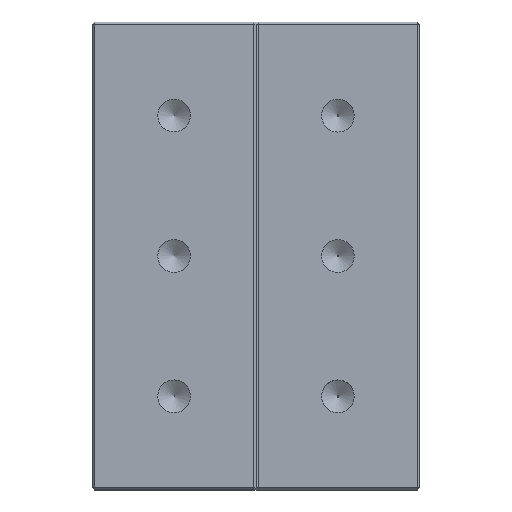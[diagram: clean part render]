
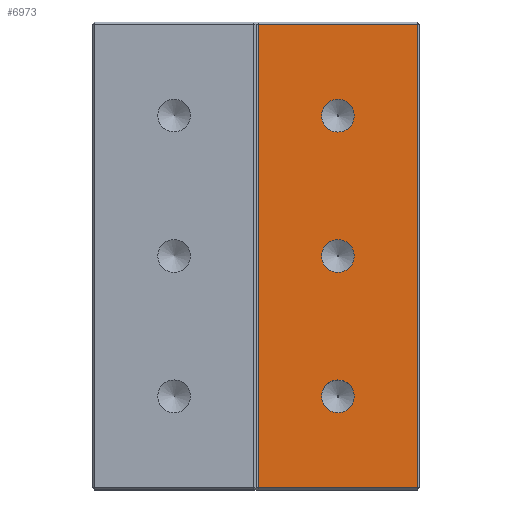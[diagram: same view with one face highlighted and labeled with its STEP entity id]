
A CAD part, top view. The second image highlights one B-rep face of the part: STEP entity #6973.
In plain terms, the highlighted planar face has unit normal (0, 0, 1).
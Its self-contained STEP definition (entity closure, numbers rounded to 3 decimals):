
#25=CIRCLE('',#7202,3.5);
#26=CIRCLE('',#7203,3.5);
#27=CIRCLE('',#7204,3.5);
#78=FACE_BOUND('',#1034,.T.);
#79=FACE_BOUND('',#1035,.T.);
#80=FACE_BOUND('',#1036,.T.);
#622=FACE_OUTER_BOUND('',#1033,.T.);
#1033=EDGE_LOOP('',(#6314,#6315,#6316,#6317));
#1034=EDGE_LOOP('',(#6318));
#1035=EDGE_LOOP('',(#6319));
#1036=EDGE_LOOP('',(#6320));
#2024=LINE('',#12951,#2679);
#2031=LINE('',#12969,#2686);
#2037=LINE('',#12979,#2692);
#2051=LINE('',#13009,#2706);
#2679=VECTOR('',#8227,10.);
#2686=VECTOR('',#8246,10.);
#2692=VECTOR('',#8256,10.);
#2706=VECTOR('',#8288,10.);
#3343=VERTEX_POINT('',#12931);
#3347=VERTEX_POINT('',#12945);
#3352=VERTEX_POINT('',#12963);
#3354=VERTEX_POINT('',#12975);
#3363=VERTEX_POINT('',#13012);
#3364=VERTEX_POINT('',#13014);
#3365=VERTEX_POINT('',#13016);
#4331=EDGE_CURVE('',#3347,#3343,#2024,.T.);
#4340=EDGE_CURVE('',#3352,#3347,#2031,.T.);
#4346=EDGE_CURVE('',#3343,#3354,#2037,.T.);
#4362=EDGE_CURVE('',#3354,#3352,#2051,.T.);
#4364=EDGE_CURVE('',#3363,#3363,#25,.T.);
#4365=EDGE_CURVE('',#3364,#3364,#26,.T.);
#4366=EDGE_CURVE('',#3365,#3365,#27,.T.);
#6314=ORIENTED_EDGE('',*,*,#4346,.F.);
#6315=ORIENTED_EDGE('',*,*,#4331,.F.);
#6316=ORIENTED_EDGE('',*,*,#4340,.F.);
#6317=ORIENTED_EDGE('',*,*,#4362,.F.);
#6318=ORIENTED_EDGE('',*,*,#4364,.T.);
#6319=ORIENTED_EDGE('',*,*,#4365,.T.);
#6320=ORIENTED_EDGE('',*,*,#4366,.T.);
#6583=PLANE('',#7201);
#6973=ADVANCED_FACE('',(#622,#78,#79,#80),#6583,.T.);
#7201=AXIS2_PLACEMENT_3D('',#13011,#8290,#8291);
#7202=AXIS2_PLACEMENT_3D('',#13013,#8292,#8293);
#7203=AXIS2_PLACEMENT_3D('',#13015,#8294,#8295);
#7204=AXIS2_PLACEMENT_3D('',#13017,#8296,#8297);
#8227=DIRECTION('',(0.,-1.,0.));
#8246=DIRECTION('',(1.,0.,0.));
#8256=DIRECTION('',(-1.,0.,0.));
#8288=DIRECTION('',(0.,1.,0.));
#8290=DIRECTION('center_axis',(0.,0.,1.));
#8291=DIRECTION('ref_axis',(1.,0.,0.));
#8292=DIRECTION('center_axis',(0.,0.,-1.));
#8293=DIRECTION('ref_axis',(1.,0.,0.));
#8294=DIRECTION('center_axis',(0.,0.,-1.));
#8295=DIRECTION('ref_axis',(1.,0.,0.));
#8296=DIRECTION('center_axis',(0.,0.,-1.));
#8297=DIRECTION('ref_axis',(1.,0.,0.));
#12931=CARTESIAN_POINT('',(34.5,-49.5,5.));
#12945=CARTESIAN_POINT('',(34.5,49.5,5.));
#12951=CARTESIAN_POINT('',(34.5,0.,5.));
#12963=CARTESIAN_POINT('',(0.5,49.5,5.));
#12969=CARTESIAN_POINT('',(-26.25,49.5,5.));
#12975=CARTESIAN_POINT('',(0.5,-49.5,5.));
#12979=CARTESIAN_POINT('',(-26.25,-49.5,5.));
#13009=CARTESIAN_POINT('',(0.5,0.,5.));
#13011=CARTESIAN_POINT('Origin',(-35.,0.,5.));
#13012=CARTESIAN_POINT('',(21.,0.,5.));
#13013=CARTESIAN_POINT('Origin',(17.5,0.,5.));
#13014=CARTESIAN_POINT('',(21.,-30.,5.));
#13015=CARTESIAN_POINT('Origin',(17.5,-30.,5.));
#13016=CARTESIAN_POINT('',(21.,30.,5.));
#13017=CARTESIAN_POINT('Origin',(17.5,30.,5.));
